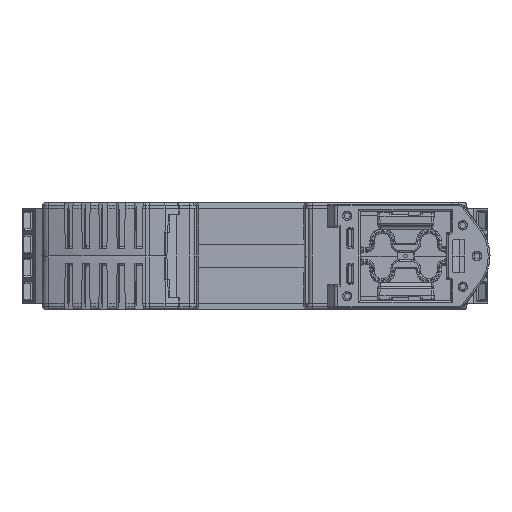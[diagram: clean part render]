
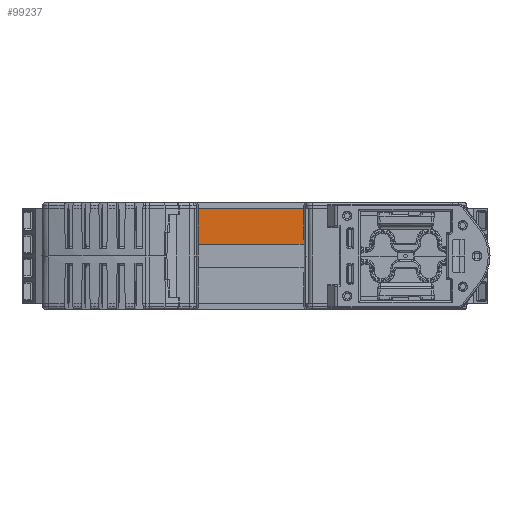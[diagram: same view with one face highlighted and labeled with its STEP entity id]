
A CAD part, left-side view. The second image highlights one B-rep face of the part: STEP entity #99237.
In plain terms, the highlighted planar face has unit normal (-1, 0, -0.009).
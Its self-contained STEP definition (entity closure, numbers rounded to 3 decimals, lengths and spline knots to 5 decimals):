
#1634 = VERTEX_POINT ( 'NONE', #64892 ) ;
#12363 = VECTOR ( 'NONE', #145109, 39.37008 ) ;
#17460 = VECTOR ( 'NONE', #90568, 39.37008 ) ;
#19657 = AXIS2_PLACEMENT_3D ( 'NONE', #67960, #125006, #57982 ) ;
#19817 = CARTESIAN_POINT ( 'NONE',  ( -1.83071, 0.4688, 0.3937 ) ) ;
#23044 = EDGE_CURVE ( 'NONE', #23786, #1634, #50989, .T. ) ;
#23786 = VERTEX_POINT ( 'NONE', #19817 ) ;
#27265 = FACE_OUTER_BOUND ( 'NONE', #150383, .T. ) ;
#33598 = ORIENTED_EDGE ( 'NONE', *, *, #23044, .T. ) ;
#43135 = ORIENTED_EDGE ( 'NONE', *, *, #103751, .T. ) ;
#46134 = ORIENTED_EDGE ( 'NONE', *, *, #134023, .T. ) ;
#46850 = DIRECTION ( 'NONE',  ( 0., 1., 0. ) ) ;
#49809 = LINE ( 'NONE', #60678, #17460 ) ;
#50989 = LINE ( 'NONE', #89964, #12363 ) ;
#57982 = DIRECTION ( 'NONE',  ( -0.009, 0., 1. ) ) ;
#60678 = CARTESIAN_POINT ( 'NONE',  ( -1.82813, -0.41141, 0.09816 ) ) ;
#64892 = CARTESIAN_POINT ( 'NONE',  ( -1.82813, 0.47106, 0.09816 ) ) ;
#67960 = CARTESIAN_POINT ( 'NONE',  ( -1.83071, 0.4688, 0.3937 ) ) ;
#76454 = LINE ( 'NONE', #121647, #86592 ) ;
#79801 = VECTOR ( 'NONE', #46850, 39.37008 ) ;
#86592 = VECTOR ( 'NONE', #133483, 39.37008 ) ;
#89365 = LINE ( 'NONE', #142766, #79801 ) ;
#89964 = CARTESIAN_POINT ( 'NONE',  ( -1.83071, 0.4688, 0.3937 ) ) ;
#90568 = DIRECTION ( 'NONE',  ( -0.009, 0.008, 1. ) ) ;
#98263 = CARTESIAN_POINT ( 'NONE',  ( -1.83071, -0.40915, 0.3937 ) ) ;
#99237 = ADVANCED_FACE ( 'NONE', ( #27265 ), #134983, .T. ) ;
#103751 = EDGE_CURVE ( 'NONE', #1634, #154952, #76454, .T. ) ;
#109127 = CARTESIAN_POINT ( 'NONE',  ( -1.82813, -0.41141, 0.09816 ) ) ;
#121647 = CARTESIAN_POINT ( 'NONE',  ( -1.82813, 0.4688, 0.09816 ) ) ;
#125006 = DIRECTION ( 'NONE',  ( -1., 0., -0.009 ) ) ;
#133127 = ORIENTED_EDGE ( 'NONE', *, *, #169272, .T. ) ;
#133483 = DIRECTION ( 'NONE',  ( 0., -1., 0. ) ) ;
#134023 = EDGE_CURVE ( 'NONE', #137570, #23786, #89365, .T. ) ;
#134983 = PLANE ( 'NONE',  #19657 ) ;
#137570 = VERTEX_POINT ( 'NONE', #98263 ) ;
#142766 = CARTESIAN_POINT ( 'NONE',  ( -1.83071, 0.4688, 0.3937 ) ) ;
#145109 = DIRECTION ( 'NONE',  ( 0.009, 0.008, -1. ) ) ;
#150383 = EDGE_LOOP ( 'NONE', ( #43135, #133127, #46134, #33598 ) ) ;
#154952 = VERTEX_POINT ( 'NONE', #109127 ) ;
#169272 = EDGE_CURVE ( 'NONE', #154952, #137570, #49809, .T. ) ;
